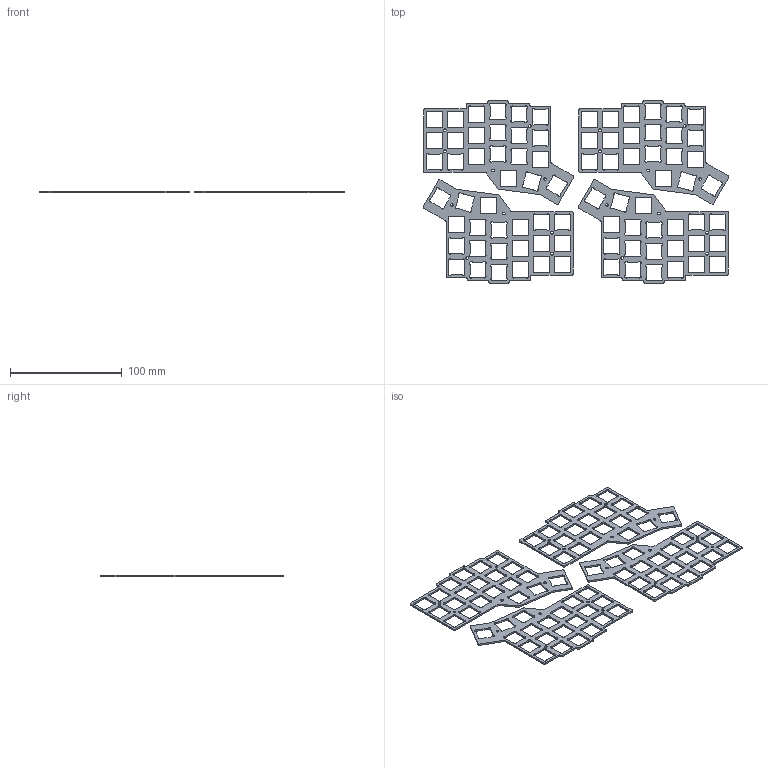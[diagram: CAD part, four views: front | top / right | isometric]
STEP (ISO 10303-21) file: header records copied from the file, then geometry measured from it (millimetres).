
FILE_DESCRIPTION (( 'STEP AP214' ), '1' );
FILE_NAME ('all_mill_plates.STEP', '2022-02-01T16:47:30', ( '' ), ( '' ), 'SwSTEP 2.0', 'SolidWorks 2021', '' );
FILE_SCHEMA (( 'AUTOMOTIVE_DESIGN' ));
Length unit declared in the file: millimetre
Products named in the file (2): all_mill_plates; plate_for_mill
Assembly tree (4 placements, depth 2):
  all_mill_plates
    plate_for_mill  x4
Bounding box: 274.23 x 163.25 x 1.5 mm (x, y, z)
Volume: 24318.6 mm3; surface area: 42351.4 mm2
Topology: 4 solids, 4 shells, 1696 faces, 5064 edges, 3376 vertices
Faces by surface type: cylinder 1272, plane 412, torus 12
Entity records: 14804 total; most frequent: DIRECTION 2766, CARTESIAN_POINT 2567, ORIENTED_EDGE 2532, EDGE_CURVE 1266, AXIS2_PLACEMENT_3D 1073, VERTEX_POINT 844, CIRCLE 642, VECTOR 620
